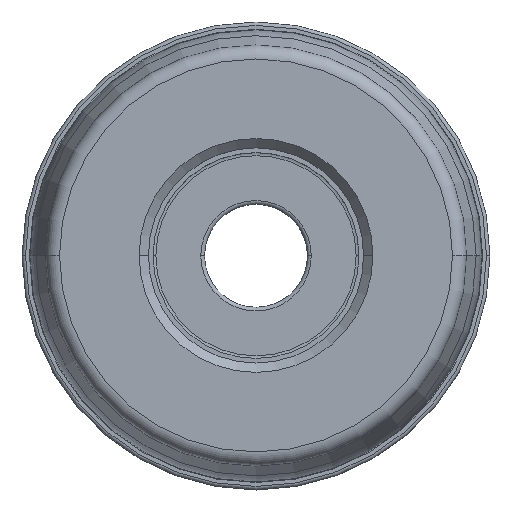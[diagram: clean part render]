
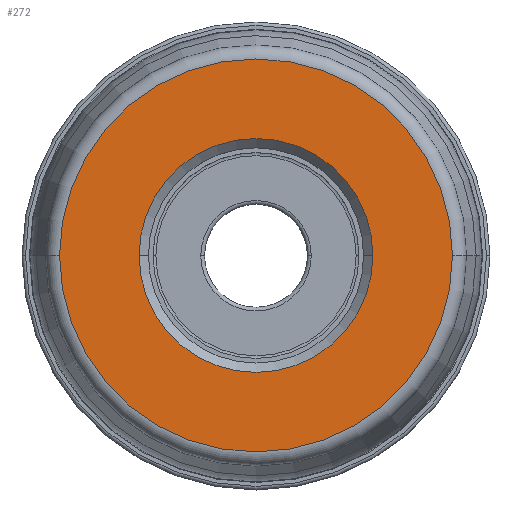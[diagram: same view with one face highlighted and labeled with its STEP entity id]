
A CAD part, top view. The second image highlights one B-rep face of the part: STEP entity #272.
In plain terms, the highlighted planar face has unit normal (0, 0, 1).
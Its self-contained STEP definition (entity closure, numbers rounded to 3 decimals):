
#272=ADVANCED_FACE('',(#318,#319),#306,.F.);
#306=PLANE('',#1907);
#318=FACE_BOUND('',#392,.T.);
#319=FACE_BOUND('',#393,.T.);
#392=EDGE_LOOP('',(#740,#741,#742,#743));
#393=EDGE_LOOP('',(#744,#745));
#740=ORIENTED_EDGE('',*,*,#1187,.T.);
#741=ORIENTED_EDGE('',*,*,#1184,.T.);
#742=ORIENTED_EDGE('',*,*,#1183,.F.);
#743=ORIENTED_EDGE('',*,*,#1188,.T.);
#744=ORIENTED_EDGE('',*,*,#1189,.T.);
#745=ORIENTED_EDGE('',*,*,#1190,.T.);
#982=VERTEX_POINT('',#2976);
#983=VERTEX_POINT('',#2977);
#984=VERTEX_POINT('',#2979);
#985=VERTEX_POINT('',#2984);
#986=VERTEX_POINT('',#2988);
#987=VERTEX_POINT('',#2989);
#1183=EDGE_CURVE('',#982,#983,#1399,.T.);
#1184=EDGE_CURVE('',#984,#983,#1400,.T.);
#1187=EDGE_CURVE('',#985,#984,#1403,.T.);
#1188=EDGE_CURVE('',#982,#985,#1404,.T.);
#1189=EDGE_CURVE('',#986,#987,#1405,.T.);
#1190=EDGE_CURVE('',#987,#986,#1406,.T.);
#1399=CIRCLE('',#1897,21.);
#1400=CIRCLE('',#1898,21.);
#1403=CIRCLE('',#1902,21.);
#1404=CIRCLE('',#1903,21.);
#1405=CIRCLE('',#1905,12.5);
#1406=CIRCLE('',#1906,12.5);
#1897=AXIS2_PLACEMENT_3D('',#2975,#2441,#2442);
#1898=AXIS2_PLACEMENT_3D('',#2978,#2443,#2444);
#1902=AXIS2_PLACEMENT_3D('',#2983,#2451,#2452);
#1903=AXIS2_PLACEMENT_3D('',#2985,#2453,#2454);
#1905=AXIS2_PLACEMENT_3D('',#2987,#2457,#2458);
#1906=AXIS2_PLACEMENT_3D('',#2990,#2459,#2460);
#1907=AXIS2_PLACEMENT_3D('',#2991,#2461,#2462);
#2441=DIRECTION('',(0.,0.,-1.));
#2442=DIRECTION('',(1.,0.001,0.));
#2443=DIRECTION('',(0.,0.,1.));
#2444=DIRECTION('',(1.,0.001,0.));
#2451=DIRECTION('',(0.,0.,1.));
#2452=DIRECTION('',(-1.,-0.001,0.));
#2453=DIRECTION('',(0.,0.,1.));
#2454=DIRECTION('',(-1.,0.,0.));
#2457=DIRECTION('',(0.,0.,-1.));
#2458=DIRECTION('',(-1.,0.,0.));
#2459=DIRECTION('',(0.,0.,-1.));
#2460=DIRECTION('',(1.,0.,0.));
#2461=DIRECTION('',(0.,0.,-1.));
#2462=DIRECTION('',(1.,0.,0.));
#2975=CARTESIAN_POINT('',(0.,0.,0.));
#2976=CARTESIAN_POINT('',(-21.,0.,0.));
#2977=CARTESIAN_POINT('',(21.,0.015,0.));
#2978=CARTESIAN_POINT('',(0.,0.,0.));
#2979=CARTESIAN_POINT('',(21.,0.,0.));
#2983=CARTESIAN_POINT('',(0.,0.,0.));
#2984=CARTESIAN_POINT('',(-21.,-0.015,0.));
#2985=CARTESIAN_POINT('',(0.,0.,0.));
#2987=CARTESIAN_POINT('',(0.,0.,0.));
#2988=CARTESIAN_POINT('',(-12.5,0.,0.));
#2989=CARTESIAN_POINT('',(12.5,0.,0.));
#2990=CARTESIAN_POINT('',(0.,0.,0.));
#2991=CARTESIAN_POINT('',(0.,0.,0.));
